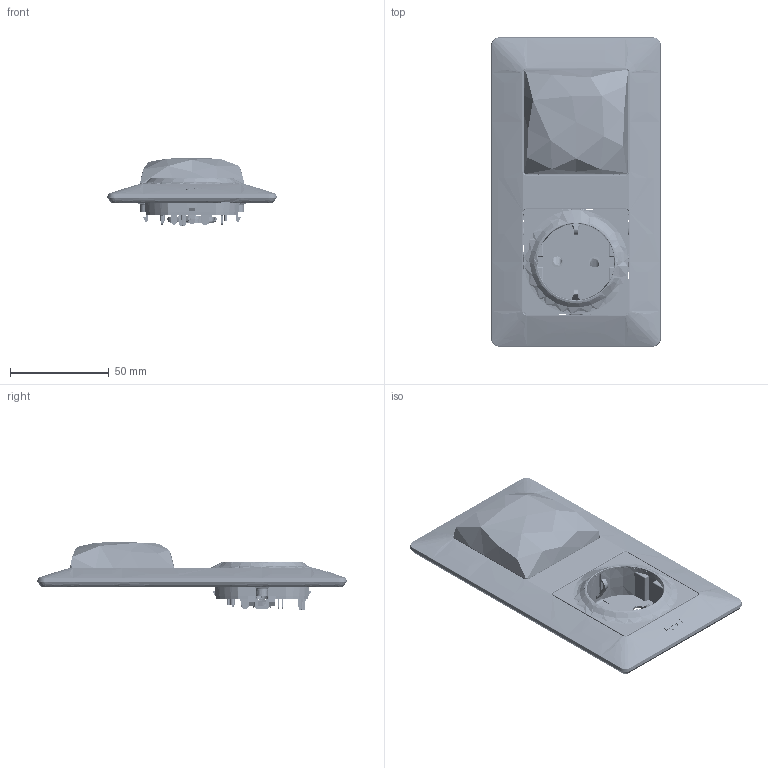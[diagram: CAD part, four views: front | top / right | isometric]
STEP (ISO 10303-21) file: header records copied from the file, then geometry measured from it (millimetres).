
FILE_DESCRIPTION(('CATIA V5 STEP Exchange','CAx-IF Rec.Pracs.--- Model Styling and Organization---1.5--- 2016-08-15','CAx-IF Rec.Pracs.---Supplemental Geometry---1.0---2011-11-01','CAx-IF Rec.Pracs.--- Composite Materials ---1.1---2010-07-15'),'2;1');
FILE_NAME('VL_752196_SKIT-Socket&GTW.stp','2021-10-01T11:44:42+00:00',('none'),('none'),'CATIA Version 5-6 Release 2020 SP3','CATIA V5 STEP AP214 v2','none');
FILE_SCHEMA(('AUTOMOTIVE_DESIGN { 1 0 10303 214 1 1 1 1 }'));
Products named in the file (1): T002090_A _AllCATPart
Bounding box: 86 x 157 x 34.35 mm (x, y, z)
Volume: 60764.8 mm3; surface area: 99848 mm2
Topology: 27 solids, 27 shells, 12585 faces, 35499 edges, 23149 vertices
Faces by surface type: plane 8669, cylinder 1342, bspline 908, extrusion 806, cone 613, torus 130, sphere 81, revolution 36
Entity records: 460893 total; most frequent: CARTESIAN_POINT 168640, ORIENTED_EDGE 70838, DIRECTION 42423, EDGE_CURVE 35419, VERTEX_POINT 23149, VECTOR 22357, LINE 21551, EDGE_LOOP 13064
